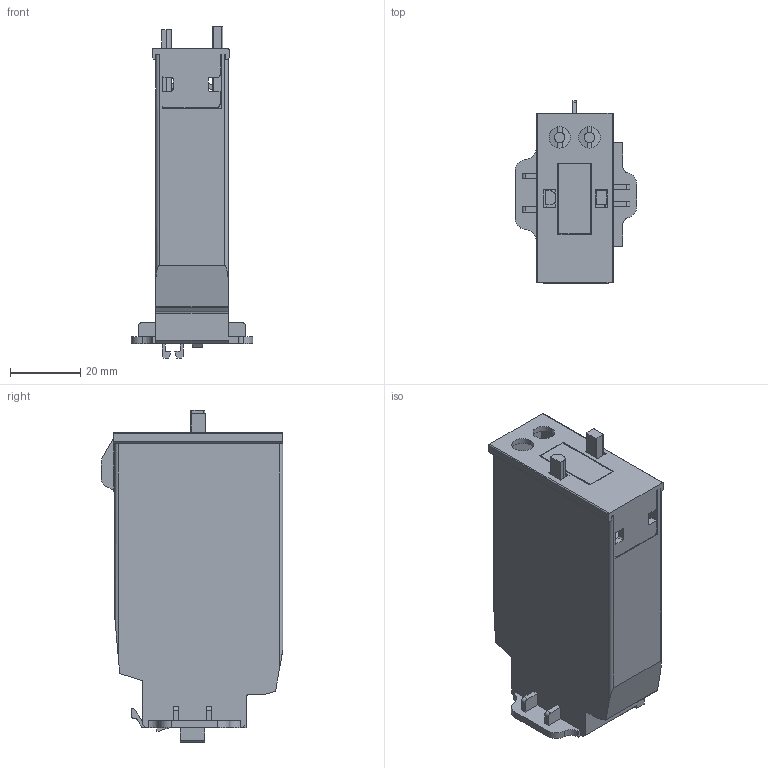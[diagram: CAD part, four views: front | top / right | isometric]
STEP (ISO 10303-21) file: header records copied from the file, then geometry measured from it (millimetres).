
FILE_DESCRIPTION(('STEP AP214'),'1');
FILE_NAME('cctmp_C44F5EA4-152C-443C-BC55-537554BF2478_2023_07_24_19_54_21_0291..stp','2023-07-24T17:54:21',('SIEMENS A&D'),('CADClick - www.CADClick.com'),'Spatial InterOp 3D postprocessed',' ','unknown authorization');
FILE_SCHEMA(('AUTOMOTIVE_DESIGN'));
Length unit declared in the file: millimetre
Products named in the file (5): cc_unnamed; 2023_07_24_19_54_21_0259; 2023_07_24_19_54_21_0228; 2023_07_24_19_54_21_0197; 2023_07_24_19_54_21_0166
Assembly tree (4 placements, depth 2):
  cc_unnamed
    2023_07_24_19_54_21_0259
    2023_07_24_19_54_21_0228
    2023_07_24_19_54_21_0197
    2023_07_24_19_54_21_0166
Bounding box: 34.8 x 51.9 x 94.84 mm (x, y, z)
Volume: 71477 mm3; surface area: 19628.3 mm2
Topology: 4 solids, 4 shells, 282 faces, 851 edges, 560 vertices
Faces by surface type: plane 189, cylinder 85, torus 8
Entity records: 16209 total; most frequent: CARTESIAN_POINT 1778, STYLED_ITEM 1689, PRESENTATION_STYLE_ASSIGNMENT 1689, ORIENTED_EDGE 1686, DIRECTION 1605, EDGE_CURVE 843, CURVE_STYLE 843, DRAUGHTING_PRE_DEFINED_CURVE_FONT 843
